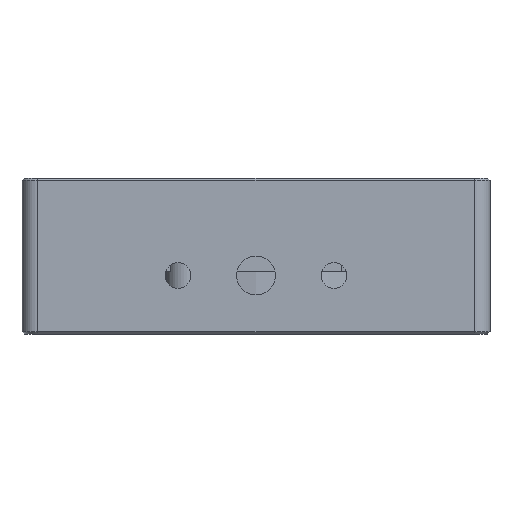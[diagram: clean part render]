
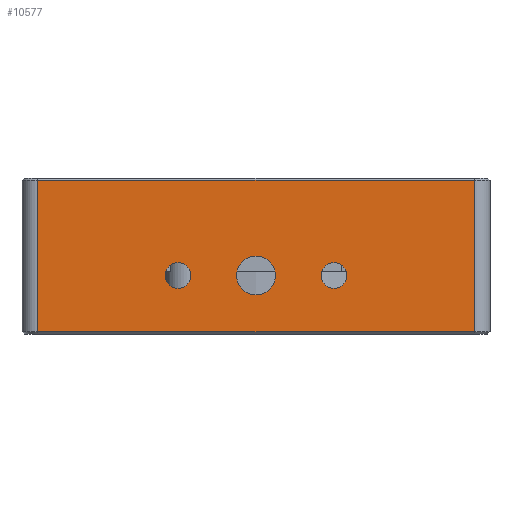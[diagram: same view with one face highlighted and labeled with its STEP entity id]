
A CAD part, front view. The second image highlights one B-rep face of the part: STEP entity #10577.
In plain terms, the highlighted planar face has unit normal (0, -1, 0).
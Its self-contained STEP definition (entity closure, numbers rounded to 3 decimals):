
#218 = VERTEX_POINT ( 'NONE', #6449 ) ;
#526 = CARTESIAN_POINT ( 'NONE',  ( -10., -32., -8.5 ) ) ;
#564 = VERTEX_POINT ( 'NONE', #8262 ) ;
#714 = DIRECTION ( 'NONE',  ( 0., -1., 0. ) ) ;
#861 = CIRCLE ( 'NONE', #6912, 1.65 ) ;
#881 = ORIENTED_EDGE ( 'NONE', *, *, #2961, .T. ) ;
#947 = DIRECTION ( 'NONE',  ( -1., 0., 0. ) ) ;
#1199 = EDGE_LOOP ( 'NONE', ( #881, #11177, #4328, #8062 ) ) ;
#1372 = CARTESIAN_POINT ( 'NONE',  ( 0., -32., -11. ) ) ;
#1473 = CARTESIAN_POINT ( 'NONE',  ( -28., -32., -15.7 ) ) ;
#1547 = DIRECTION ( 'NONE',  ( 0., 0., -1. ) ) ;
#1799 = CIRCLE ( 'NONE', #6705, 2.5 ) ;
#2275 = DIRECTION ( 'NONE',  ( 0., 0., -1. ) ) ;
#2301 = DIRECTION ( 'NONE',  ( 0., 0., -1. ) ) ;
#2307 = VERTEX_POINT ( 'NONE', #1473 ) ;
#2345 = VERTEX_POINT ( 'NONE', #10681 ) ;
#2380 = FACE_OUTER_BOUND ( 'NONE', #1199, .T. ) ;
#2406 = CARTESIAN_POINT ( 'NONE',  ( 10., -32., -8.5 ) ) ;
#2458 = VECTOR ( 'NONE', #4502, 1000. ) ;
#2638 = CARTESIAN_POINT ( 'NONE',  ( -10., -32., -10.15 ) ) ;
#2679 = FACE_BOUND ( 'NONE', #6168, .T. ) ;
#2701 = CIRCLE ( 'NONE', #4987, 2.5 ) ;
#2739 = ORIENTED_EDGE ( 'NONE', *, *, #11522, .F. ) ;
#2836 = VECTOR ( 'NONE', #3641, 1000. ) ;
#2841 = ORIENTED_EDGE ( 'NONE', *, *, #4220, .F. ) ;
#2961 = EDGE_CURVE ( 'NONE', #6600, #2307, #5860, .T. ) ;
#3166 = EDGE_CURVE ( 'NONE', #2345, #11834, #3665, .T. ) ;
#3391 = ORIENTED_EDGE ( 'NONE', *, *, #5379, .F. ) ;
#3433 = LINE ( 'NONE', #4685, #2836 ) ;
#3622 = CARTESIAN_POINT ( 'NONE',  ( 28., -32., 4. ) ) ;
#3630 = DIRECTION ( 'NONE',  ( 0., 1., 0. ) ) ;
#3641 = DIRECTION ( 'NONE',  ( 1., 0., 0. ) ) ;
#3665 = CIRCLE ( 'NONE', #11424, 1.65 ) ;
#3893 = CARTESIAN_POINT ( 'NONE',  ( 28., -32., -15.7 ) ) ;
#4034 = DIRECTION ( 'NONE',  ( 0., -1., 0. ) ) ;
#4146 = VECTOR ( 'NONE', #947, 1000. ) ;
#4166 = CARTESIAN_POINT ( 'NONE',  ( 10., -32., -8.5 ) ) ;
#4220 = EDGE_CURVE ( 'NONE', #6806, #564, #861, .T. ) ;
#4271 = DIRECTION ( 'NONE',  ( 0., 0., -1. ) ) ;
#4328 = ORIENTED_EDGE ( 'NONE', *, *, #4865, .T. ) ;
#4464 = FACE_BOUND ( 'NONE', #5832, .T. ) ;
#4502 = DIRECTION ( 'NONE',  ( 0., 0., 1. ) ) ;
#4685 = CARTESIAN_POINT ( 'NONE',  ( -30., -32., -15.7 ) ) ;
#4696 = CARTESIAN_POINT ( 'NONE',  ( -28., -32., 3.7 ) ) ;
#4760 = VERTEX_POINT ( 'NONE', #1372 ) ;
#4856 = CARTESIAN_POINT ( 'NONE',  ( 0., -32., -6. ) ) ;
#4865 = EDGE_CURVE ( 'NONE', #8850, #218, #5262, .T. ) ;
#4987 = AXIS2_PLACEMENT_3D ( 'NONE', #5115, #11707, #2275 ) ;
#5115 = CARTESIAN_POINT ( 'NONE',  ( 0., -32., -8.5 ) ) ;
#5262 = LINE ( 'NONE', #3622, #2458 ) ;
#5332 = CARTESIAN_POINT ( 'NONE',  ( -28., -32., 4. ) ) ;
#5379 = EDGE_CURVE ( 'NONE', #11834, #2345, #6996, .T. ) ;
#5395 = CARTESIAN_POINT ( 'NONE',  ( 0., -32., -8.5 ) ) ;
#5534 = ORIENTED_EDGE ( 'NONE', *, *, #3166, .F. ) ;
#5639 = PLANE ( 'NONE',  #10425 ) ;
#5832 = EDGE_LOOP ( 'NONE', ( #3391, #5534 ) ) ;
#5860 = LINE ( 'NONE', #5332, #10121 ) ;
#5889 = CIRCLE ( 'NONE', #11281, 1.65 ) ;
#6116 = DIRECTION ( 'NONE',  ( 0., -1., 0. ) ) ;
#6168 = EDGE_LOOP ( 'NONE', ( #2841, #2739 ) ) ;
#6449 = CARTESIAN_POINT ( 'NONE',  ( 28., -32., 3.7 ) ) ;
#6600 = VERTEX_POINT ( 'NONE', #8182 ) ;
#6705 = AXIS2_PLACEMENT_3D ( 'NONE', #5395, #714, #11817 ) ;
#6806 = VERTEX_POINT ( 'NONE', #11452 ) ;
#6895 = EDGE_CURVE ( 'NONE', #8366, #4760, #2701, .T. ) ;
#6912 = AXIS2_PLACEMENT_3D ( 'NONE', #4166, #4034, #2301 ) ;
#6996 = CIRCLE ( 'NONE', #10638, 1.65 ) ;
#7162 = DIRECTION ( 'NONE',  ( 0., -1., 0. ) ) ;
#7554 = CARTESIAN_POINT ( 'NONE',  ( -10., -32., -8.5 ) ) ;
#7660 = EDGE_CURVE ( 'NONE', #4760, #8366, #1799, .T. ) ;
#8062 = ORIENTED_EDGE ( 'NONE', *, *, #11214, .T. ) ;
#8182 = CARTESIAN_POINT ( 'NONE',  ( -28., -32., 3.7 ) ) ;
#8262 = CARTESIAN_POINT ( 'NONE',  ( 10., -32., -6.85 ) ) ;
#8269 = EDGE_LOOP ( 'NONE', ( #9577, #12144 ) ) ;
#8366 = VERTEX_POINT ( 'NONE', #4856 ) ;
#8367 = CARTESIAN_POINT ( 'NONE',  ( -30., -32., 4. ) ) ;
#8850 = VERTEX_POINT ( 'NONE', #3893 ) ;
#9151 = LINE ( 'NONE', #4696, #4146 ) ;
#9355 = DIRECTION ( 'NONE',  ( 0., 0., 1. ) ) ;
#9577 = ORIENTED_EDGE ( 'NONE', *, *, #7660, .F. ) ;
#10040 = EDGE_CURVE ( 'NONE', #2307, #8850, #3433, .T. ) ;
#10121 = VECTOR ( 'NONE', #11968, 1000. ) ;
#10165 = FACE_BOUND ( 'NONE', #8269, .T. ) ;
#10425 = AXIS2_PLACEMENT_3D ( 'NONE', #8367, #3630, #9355 ) ;
#10577 = ADVANCED_FACE ( 'NONE', ( #2679, #4464, #10165, #2380 ), #5639, .F. ) ;
#10638 = AXIS2_PLACEMENT_3D ( 'NONE', #526, #6116, #4271 ) ;
#10681 = CARTESIAN_POINT ( 'NONE',  ( -10., -32., -6.85 ) ) ;
#11177 = ORIENTED_EDGE ( 'NONE', *, *, #10040, .T. ) ;
#11214 = EDGE_CURVE ( 'NONE', #218, #6600, #9151, .T. ) ;
#11281 = AXIS2_PLACEMENT_3D ( 'NONE', #2406, #7162, #1547 ) ;
#11310 = DIRECTION ( 'NONE',  ( 0., -1., 0. ) ) ;
#11424 = AXIS2_PLACEMENT_3D ( 'NONE', #7554, #11310, #12192 ) ;
#11452 = CARTESIAN_POINT ( 'NONE',  ( 10., -32., -10.15 ) ) ;
#11522 = EDGE_CURVE ( 'NONE', #564, #6806, #5889, .T. ) ;
#11707 = DIRECTION ( 'NONE',  ( 0., -1., 0. ) ) ;
#11817 = DIRECTION ( 'NONE',  ( 0., 0., -1. ) ) ;
#11834 = VERTEX_POINT ( 'NONE', #2638 ) ;
#11968 = DIRECTION ( 'NONE',  ( 0., 0., -1. ) ) ;
#12144 = ORIENTED_EDGE ( 'NONE', *, *, #6895, .F. ) ;
#12192 = DIRECTION ( 'NONE',  ( 0., 0., -1. ) ) ;
